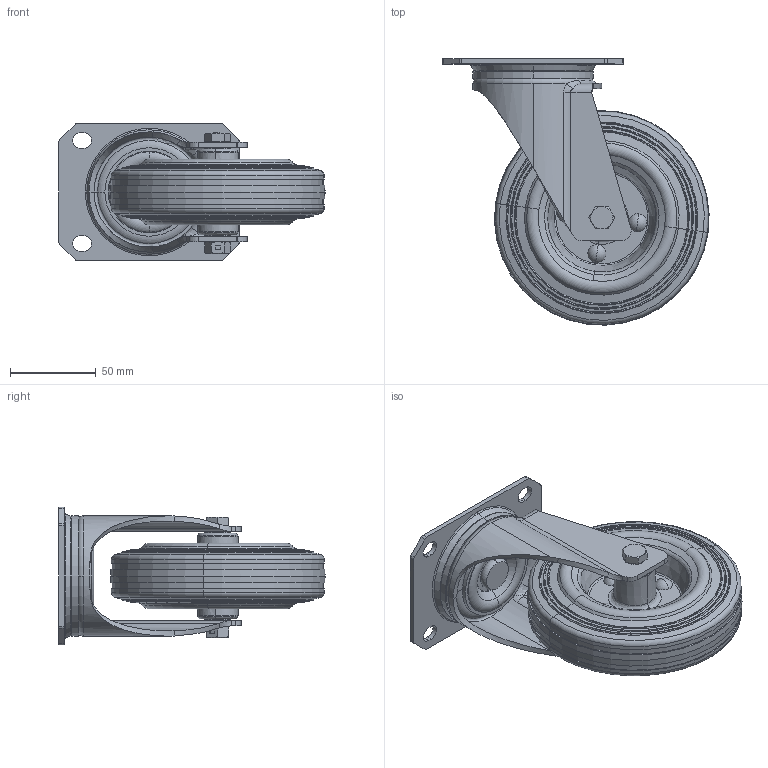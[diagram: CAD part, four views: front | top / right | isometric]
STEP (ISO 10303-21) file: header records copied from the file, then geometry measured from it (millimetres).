
FILE_DESCRIPTION (( 'STEP AP214' ), '1' );
FILE_NAME ('0055962.step', '2023-10-18T10:01:03', ( '' ), ( '' ), 'SwSTEP 2.0', 'SolidWorks 2020', '' );
FILE_SCHEMA (( 'AUTOMOTIVE_DESIGN' ));
Length unit declared in the file: millimetre
Products named in the file (1): 0055962
Bounding box: 154.95 x 154.95 x 80 mm (x, y, z)
Surface area: 110983.5 mm2 (no closed solid volume)
Topology: 0 solids, 19 shells, 447 faces, 1036 edges, 617 vertices
Faces by surface type: torus 122, cone 104, plane 96, cylinder 85, bspline 40
Entity records: 19628 total; most frequent: CARTESIAN_POINT 4563, DIRECTION 2267, ORIENTED_EDGE 1982, EDGE_CURVE 1020, AXIS2_PLACEMENT_3D 987, VERTEX_POINT 617, CIRCLE 579, EDGE_LOOP 501
